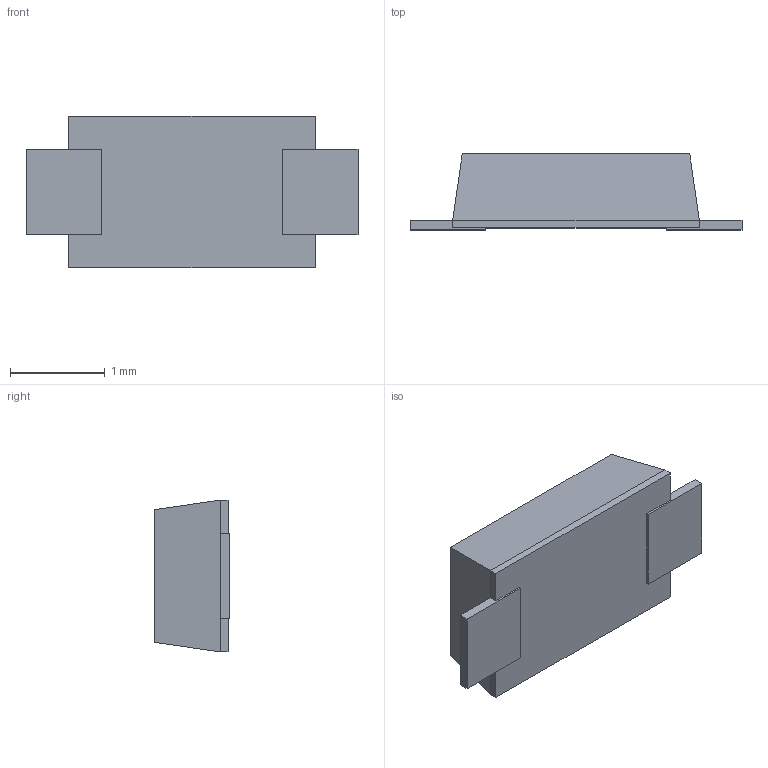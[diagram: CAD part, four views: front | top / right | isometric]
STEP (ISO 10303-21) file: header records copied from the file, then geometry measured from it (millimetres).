
FILE_DESCRIPTION (( 'STEP AP214' ), '1' );
FILE_NAME ('RB160M-60TR.STEP', '2022-07-07T04:44:37', ( '' ), ( '' ), 'SwSTEP 2.0', 'SolidWorks 2018', '' );
FILE_SCHEMA (( 'AUTOMOTIVE_DESIGN' ));
Length unit declared in the file: millimetre
Products named in the file (1): RB160M-60TR
Bounding box: 3.5 x 0.8 x 1.6 mm (x, y, z)
Volume: 3.1 mm3; surface area: 19 mm2
Topology: 4 solids, 4 shells, 43 faces, 94 edges, 60 vertices
Faces by surface type: plane 43
Entity records: 1205 total; most frequent: CARTESIAN_POINT 198, ORIENTED_EDGE 188, DIRECTION 182, LINE 94, VECTOR 94, EDGE_CURVE 94, VERTEX_POINT 60, AXIS2_PLACEMENT_3D 44
